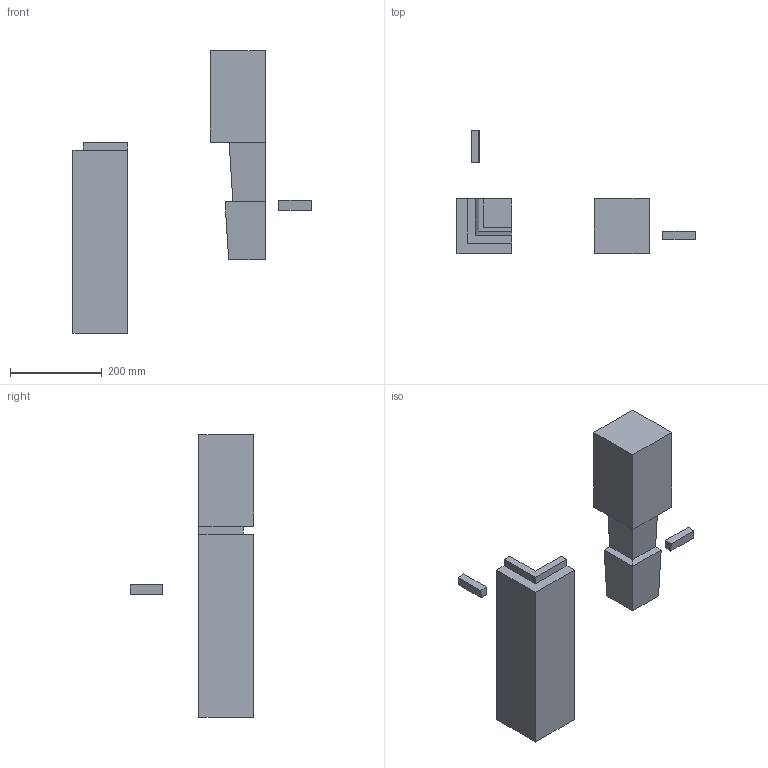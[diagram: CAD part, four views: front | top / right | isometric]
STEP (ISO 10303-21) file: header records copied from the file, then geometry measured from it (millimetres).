
FILE_DESCRIPTION(/* description */ (''),/* implementation_level */ '2;1');
FILE_NAME(/* name */ '38590.step',/* time_stamp */ '2018-12-28T13:34:58+09:00',/* author */ ('ryo2003'),/* organization */ (''),/* preprocessor_version */ 'ST-DEVELOPER v17.2',/* originating_system */ 'Autodesk Translation Framework v7.6.0.251',/* authorisation */ '');
FILE_SCHEMA (('AUTOMOTIVE_DESIGN { 1 0 10303 214 3 1 1 }'));
Length unit declared in the file: millimetre
Products named in the file (5): 箱栓継ぎ; コンポーネント1; コンポーネント2; コンポーネント3; コンポーネント4
Assembly tree (4 placements, depth 2):
  箱栓継ぎ
    コンポーネント1
    コンポーネント2
    コンポーネント3
    コンポーネント4
Bounding box: 519.91 x 269.91 x 618 mm (x, y, z)
Volume: 8633156.2 mm3; surface area: 460722 mm2
Topology: 4 solids, 4 shells, 50 faces, 122 edges, 80 vertices
Faces by surface type: plane 50
Entity records: 1590 total; most frequent: CARTESIAN_POINT 261, ORIENTED_EDGE 244, DIRECTION 240, LINE 122, VECTOR 122, EDGE_CURVE 122, VERTEX_POINT 80, AXIS2_PLACEMENT_3D 59
